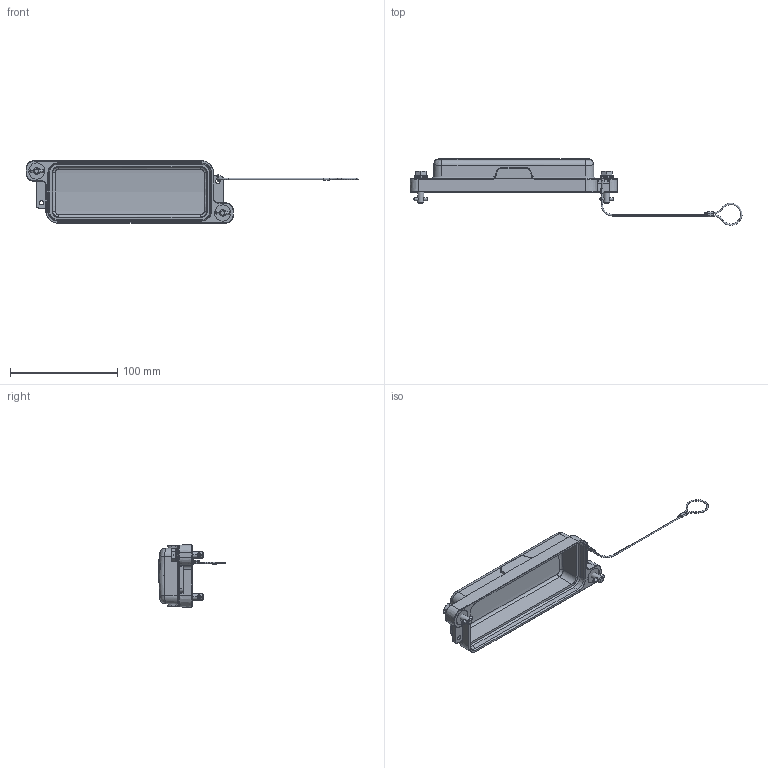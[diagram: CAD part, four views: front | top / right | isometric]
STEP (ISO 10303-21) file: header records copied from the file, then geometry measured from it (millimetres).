
FILE_DESCRIPTION(/* description */ (''),/* implementation_level */ '2;1');
FILE_NAME(/* name */ '3D_1136240408103_HP24B_H-MCV-2T_V1.1.stp',/* time_stamp */ '2024-02-04T16:32:55+08:00',/* author */ (''),/* organization */ (''),/* preprocessor_version */ 'ST-DEVELOPER v18.1',/* originating_system */ 'SIEMENS PLM Software NX 1980',/* authorisation */ '');
FILE_SCHEMA (('AUTOMOTIVE_DESIGN { 1 0 10303 214 3 1 1 1 }'));
Length unit declared in the file: millimetre
Products named in the file (1): 3D_1136240408103_HP24B_H-MCV-2T_V1.0_stp
Bounding box: 308.87 x 62.42 x 57.99 mm (x, y, z)
Volume: 123905.4 mm3; surface area: 86748.3 mm2
Topology: 2 solids, 6 shells, 875 faces, 2228 edges, 1388 vertices
Faces by surface type: plane 338, cylinder 260, cone 107, torus 98, bspline 61, sphere 11
Entity records: 34091 total; most frequent: CARTESIAN_POINT 14473, ORIENTED_EDGE 4444, DIRECTION 3563, EDGE_CURVE 2222, VERTEX_POINT 1386, AXIS2_PLACEMENT_3D 1338, EDGE_LOOP 922, LINE 887
